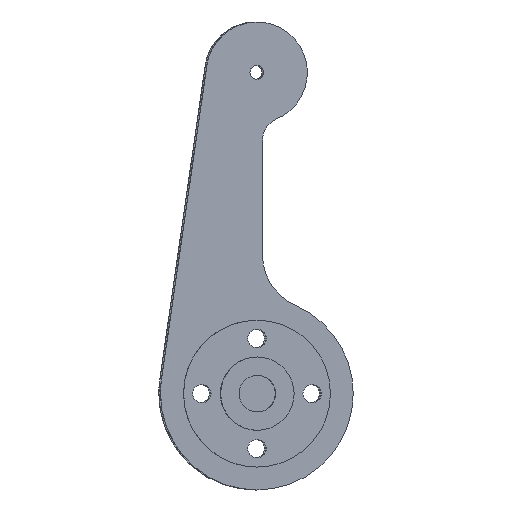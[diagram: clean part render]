
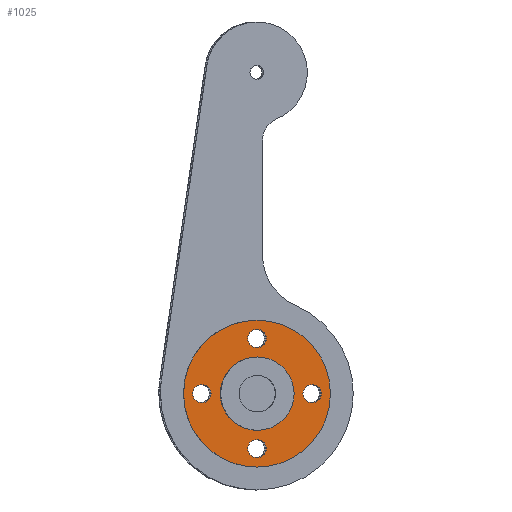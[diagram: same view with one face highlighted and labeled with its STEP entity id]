
A CAD part, front view. The second image highlights one B-rep face of the part: STEP entity #1025.
In plain terms, the highlighted planar face has unit normal (0.009, -1, 0).
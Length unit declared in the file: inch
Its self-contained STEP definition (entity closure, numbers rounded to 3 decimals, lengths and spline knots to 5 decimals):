
#32 = DIRECTION ( 'NONE',  ( 0., 0., 1. ) ) ;
#43 = CARTESIAN_POINT ( 'NONE',  ( 1.05639, -1.1643, -2.75591 ) ) ;
#48 = DIRECTION ( 'NONE',  ( 0.009, -1., 0. ) ) ;
#71 = DIRECTION ( 'NONE',  ( 0., 0., 1. ) ) ;
#80 = VERTEX_POINT ( 'NONE', #1092 ) ;
#110 = DIRECTION ( 'NONE',  ( 0.009, -1., 0. ) ) ;
#177 = EDGE_CURVE ( 'NONE', #3551, #1205, #2779, .T. ) ;
#189 = CIRCLE ( 'NONE', #2388, 0.31496 ) ;
#211 = ORIENTED_EDGE ( 'NONE', *, *, #2643, .T. ) ;
#243 = CIRCLE ( 'NONE', #1042, 0.07874 ) ;
#334 = DIRECTION ( 'NONE',  ( 0., 0., 1. ) ) ;
#399 = CIRCLE ( 'NONE', #3286, 0.07874 ) ;
#422 = CIRCLE ( 'NONE', #2734, 0.07874 ) ;
#532 = DIRECTION ( 'NONE',  ( 0., 0., 1. ) ) ;
#547 = EDGE_CURVE ( 'NONE', #3304, #80, #3480, .T. ) ;
#563 = CARTESIAN_POINT ( 'NONE',  ( 1.05639, -1.1643, -3.30709 ) ) ;
#578 = FACE_OUTER_BOUND ( 'NONE', #3564, .T. ) ;
#589 = CARTESIAN_POINT ( 'NONE',  ( 1.05639, -1.1643, -2.75591 ) ) ;
#627 = DIRECTION ( 'NONE',  ( 0.009, -1., 0. ) ) ;
#637 = DIRECTION ( 'NONE',  ( 0., 0., 1. ) ) ;
#646 = CARTESIAN_POINT ( 'NONE',  ( 1.05639, -1.1643, -3.22835 ) ) ;
#711 = CIRCLE ( 'NONE', #1699, 0.62992 ) ;
#718 = CARTESIAN_POINT ( 'NONE',  ( 1.52882, -1.16018, -2.75591 ) ) ;
#726 = EDGE_CURVE ( 'NONE', #3546, #1652, #243, .T. ) ;
#746 = DIRECTION ( 'NONE',  ( 0., 0., 1. ) ) ;
#748 = DIRECTION ( 'NONE',  ( 0.009, -1., 0. ) ) ;
#850 = FACE_BOUND ( 'NONE', #2129, .T. ) ;
#874 = DIRECTION ( 'NONE',  ( 0.009, -1., 0. ) ) ;
#895 = ORIENTED_EDGE ( 'NONE', *, *, #2263, .F. ) ;
#910 = ORIENTED_EDGE ( 'NONE', *, *, #2869, .F. ) ;
#967 = CARTESIAN_POINT ( 'NONE',  ( 1.05639, -1.1643, -3.07087 ) ) ;
#999 = CARTESIAN_POINT ( 'NONE',  ( 1.52882, -1.16018, -2.67717 ) ) ;
#1021 = VERTEX_POINT ( 'NONE', #1943 ) ;
#1025 = ADVANCED_FACE ( 'NONE', ( #2234, #1476, #2787, #3329, #850, #578 ), #1959, .T. ) ;
#1042 = AXIS2_PLACEMENT_3D ( 'NONE', #2640, #110, #3207 ) ;
#1092 = CARTESIAN_POINT ( 'NONE',  ( 1.05639, -1.1643, -2.20472 ) ) ;
#1160 = AXIS2_PLACEMENT_3D ( 'NONE', #1270, #1839, #746 ) ;
#1192 = DIRECTION ( 'NONE',  ( 0., 0., 1. ) ) ;
#1205 = VERTEX_POINT ( 'NONE', #2591 ) ;
#1219 = ORIENTED_EDGE ( 'NONE', *, *, #3069, .F. ) ;
#1227 = AXIS2_PLACEMENT_3D ( 'NONE', #646, #1726, #2588 ) ;
#1246 = CARTESIAN_POINT ( 'NONE',  ( 1.05639, -1.1643, -2.75591 ) ) ;
#1270 = CARTESIAN_POINT ( 'NONE',  ( 1.05639, -1.1643, -3.22835 ) ) ;
#1289 = CARTESIAN_POINT ( 'NONE',  ( 1.05639, -1.1643, -2.3622 ) ) ;
#1305 = EDGE_LOOP ( 'NONE', ( #910, #1887 ) ) ;
#1436 = EDGE_CURVE ( 'NONE', #1652, #3546, #399, .T. ) ;
#1443 = CARTESIAN_POINT ( 'NONE',  ( 1.05639, -1.1643, -2.28346 ) ) ;
#1471 = AXIS2_PLACEMENT_3D ( 'NONE', #1443, #874, #32 ) ;
#1473 = CIRCLE ( 'NONE', #3083, 0.31496 ) ;
#1476 = FACE_BOUND ( 'NONE', #2772, .T. ) ;
#1487 = DIRECTION ( 'NONE',  ( -0.009, 1., 0. ) ) ;
#1517 = CARTESIAN_POINT ( 'NONE',  ( 0.58397, -1.16842, -2.83465 ) ) ;
#1524 = EDGE_CURVE ( 'NONE', #1991, #2488, #1473, .T. ) ;
#1590 = DIRECTION ( 'NONE',  ( 0.009, -1., 0. ) ) ;
#1652 = VERTEX_POINT ( 'NONE', #1517 ) ;
#1699 = AXIS2_PLACEMENT_3D ( 'NONE', #2091, #1590, #3194 ) ;
#1726 = DIRECTION ( 'NONE',  ( 0.009, -1., 0. ) ) ;
#1747 = AXIS2_PLACEMENT_3D ( 'NONE', #43, #3059, #1976 ) ;
#1821 = CARTESIAN_POINT ( 'NONE',  ( 1.05639, -1.1643, -2.44094 ) ) ;
#1826 = DIRECTION ( 'NONE',  ( 0., 0., 1. ) ) ;
#1839 = DIRECTION ( 'NONE',  ( 0.009, -1., 0. ) ) ;
#1887 = ORIENTED_EDGE ( 'NONE', *, *, #3063, .F. ) ;
#1935 = ORIENTED_EDGE ( 'NONE', *, *, #177, .F. ) ;
#1943 = CARTESIAN_POINT ( 'NONE',  ( 1.52882, -1.16018, -2.83465 ) ) ;
#1959 = PLANE ( 'NONE',  #1747 ) ;
#1976 = DIRECTION ( 'NONE',  ( 0., 0., -1. ) ) ;
#1991 = VERTEX_POINT ( 'NONE', #1821 ) ;
#2032 = CARTESIAN_POINT ( 'NONE',  ( 0.58397, -1.16842, -2.67717 ) ) ;
#2091 = CARTESIAN_POINT ( 'NONE',  ( 1.05639, -1.1643, -2.75591 ) ) ;
#2129 = EDGE_LOOP ( 'NONE', ( #2186, #2742 ) ) ;
#2186 = ORIENTED_EDGE ( 'NONE', *, *, #1436, .F. ) ;
#2192 = ORIENTED_EDGE ( 'NONE', *, *, #2847, .T. ) ;
#2234 = FACE_BOUND ( 'NONE', #2439, .T. ) ;
#2239 = CARTESIAN_POINT ( 'NONE',  ( 1.05639, -1.1643, -3.38583 ) ) ;
#2263 = EDGE_CURVE ( 'NONE', #1205, #3551, #2510, .T. ) ;
#2306 = DIRECTION ( 'NONE',  ( 0.009, -1., 0. ) ) ;
#2330 = DIRECTION ( 'NONE',  ( 0., 0., 1. ) ) ;
#2388 = AXIS2_PLACEMENT_3D ( 'NONE', #589, #3434, #2330 ) ;
#2439 = EDGE_LOOP ( 'NONE', ( #211, #2707 ) ) ;
#2440 = VERTEX_POINT ( 'NONE', #3247 ) ;
#2488 = VERTEX_POINT ( 'NONE', #967 ) ;
#2510 = CIRCLE ( 'NONE', #1227, 0.07874 ) ;
#2515 = CARTESIAN_POINT ( 'NONE',  ( 0.58397, -1.16842, -2.75591 ) ) ;
#2559 = CARTESIAN_POINT ( 'NONE',  ( 1.52882, -1.16018, -2.75591 ) ) ;
#2588 = DIRECTION ( 'NONE',  ( 0., 0., 1. ) ) ;
#2591 = CARTESIAN_POINT ( 'NONE',  ( 1.05639, -1.1643, -3.14961 ) ) ;
#2640 = CARTESIAN_POINT ( 'NONE',  ( 0.58397, -1.16842, -2.75591 ) ) ;
#2643 = EDGE_CURVE ( 'NONE', #2488, #1991, #189, .T. ) ;
#2666 = AXIS2_PLACEMENT_3D ( 'NONE', #3388, #2306, #334 ) ;
#2674 = CIRCLE ( 'NONE', #2910, 0.62992 ) ;
#2707 = ORIENTED_EDGE ( 'NONE', *, *, #1524, .T. ) ;
#2734 = AXIS2_PLACEMENT_3D ( 'NONE', #718, #748, #1826 ) ;
#2742 = ORIENTED_EDGE ( 'NONE', *, *, #726, .F. ) ;
#2772 = EDGE_LOOP ( 'NONE', ( #1935, #895 ) ) ;
#2779 = CIRCLE ( 'NONE', #1160, 0.07874 ) ;
#2787 = FACE_BOUND ( 'NONE', #1305, .T. ) ;
#2847 = EDGE_CURVE ( 'NONE', #3032, #2440, #711, .T. ) ;
#2850 = ORIENTED_EDGE ( 'NONE', *, *, #2951, .T. ) ;
#2869 = EDGE_CURVE ( 'NONE', #1021, #2882, #422, .T. ) ;
#2882 = VERTEX_POINT ( 'NONE', #999 ) ;
#2910 = AXIS2_PLACEMENT_3D ( 'NONE', #3295, #3243, #532 ) ;
#2951 = EDGE_CURVE ( 'NONE', #2440, #3032, #2674, .T. ) ;
#3004 = EDGE_LOOP ( 'NONE', ( #3453, #1219 ) ) ;
#3025 = CIRCLE ( 'NONE', #1471, 0.07874 ) ;
#3032 = VERTEX_POINT ( 'NONE', #2239 ) ;
#3059 = DIRECTION ( 'NONE',  ( 0.009, -1., 0. ) ) ;
#3063 = EDGE_CURVE ( 'NONE', #2882, #1021, #3200, .T. ) ;
#3069 = EDGE_CURVE ( 'NONE', #80, #3304, #3025, .T. ) ;
#3083 = AXIS2_PLACEMENT_3D ( 'NONE', #1246, #1487, #1192 ) ;
#3141 = AXIS2_PLACEMENT_3D ( 'NONE', #2559, #48, #637 ) ;
#3194 = DIRECTION ( 'NONE',  ( 0., 0., 1. ) ) ;
#3200 = CIRCLE ( 'NONE', #3141, 0.07874 ) ;
#3207 = DIRECTION ( 'NONE',  ( 0., 0., 1. ) ) ;
#3243 = DIRECTION ( 'NONE',  ( 0.009, -1., 0. ) ) ;
#3247 = CARTESIAN_POINT ( 'NONE',  ( 1.05639, -1.1643, -2.12598 ) ) ;
#3286 = AXIS2_PLACEMENT_3D ( 'NONE', #2515, #627, #71 ) ;
#3295 = CARTESIAN_POINT ( 'NONE',  ( 1.05639, -1.1643, -2.75591 ) ) ;
#3304 = VERTEX_POINT ( 'NONE', #1289 ) ;
#3329 = FACE_BOUND ( 'NONE', #3004, .T. ) ;
#3388 = CARTESIAN_POINT ( 'NONE',  ( 1.05639, -1.1643, -2.28346 ) ) ;
#3434 = DIRECTION ( 'NONE',  ( -0.009, 1., 0. ) ) ;
#3453 = ORIENTED_EDGE ( 'NONE', *, *, #547, .F. ) ;
#3480 = CIRCLE ( 'NONE', #2666, 0.07874 ) ;
#3546 = VERTEX_POINT ( 'NONE', #2032 ) ;
#3551 = VERTEX_POINT ( 'NONE', #563 ) ;
#3564 = EDGE_LOOP ( 'NONE', ( #2192, #2850 ) ) ;
